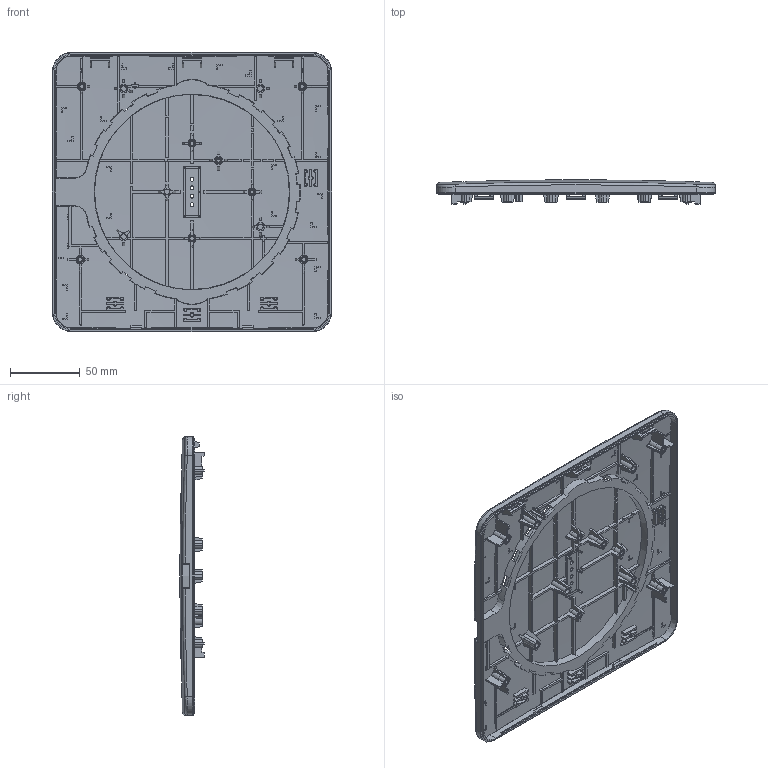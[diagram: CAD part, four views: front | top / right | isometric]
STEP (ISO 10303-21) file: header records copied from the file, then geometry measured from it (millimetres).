
FILE_DESCRIPTION((''),'2;1');
FILE_NAME('COVER-EAP1018A1-EAP1028B_ASM_79_ASM','2016-07-19T',('yvonne_chao'),(''),'PRO/ENGINEER BY PARAMETRIC TECHNOLOGY CORPORATION, 2012480','PRO/ENGINEER BY PARAMETRIC TECHNOLOGY CORPORATION, 2012480','');
FILE_SCHEMA(('AUTOMOTIVE_DESIGN { 1 0 10303 214 1 1 1 1 }'));
Length unit declared in the file: millimetre
Products named in the file (7): COVER-EAP1018A1-EAP1028B_90; EXTRUDE17_1__65; EXTRUDE17_2__65; EXTRUDE17_3__64; EXTRUDE17_4__65; EXTRUDE16_65; COVER-EAP1018A1-EAP1028B_ASM_79_ASM
Assembly tree (9 placements, depth 2):
  COVER-EAP1018A1-EAP1028B_ASM_79_ASM
    COVER-EAP1018A1-EAP1028B_90
    EXTRUDE17_1__65
    EXTRUDE17_2__65
    EXTRUDE17_3__64
    EXTRUDE17_4__65  x2
    EXTRUDE16_65  x3
Bounding box: 200 x 17.4 x 200 mm (x, y, z)
Volume: 108452.1 mm3; surface area: 174144 mm2
Topology: 9 solids, 12 shells, 1220 faces, 3568 edges, 2394 vertices
Faces by surface type: plane 803, cylinder 210, sphere 79, cone 75, torus 43, bspline 10
Entity records: 54314 total; most frequent: CARTESIAN_POINT 10444, DIRECTION 7004, ORIENTED_EDGE 7001, EDGE_CURVE 3532, PRESENTATION_STYLE_ASSIGNMENT 3506, STYLED_ITEM 3506, CURVE_STYLE 3472, AXIS2_PLACEMENT_3D 2635
